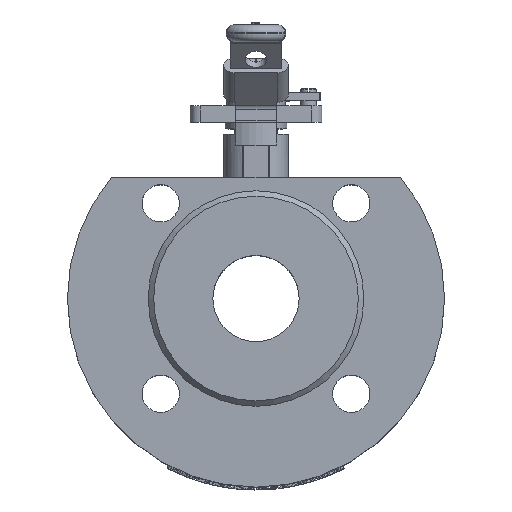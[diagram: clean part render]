
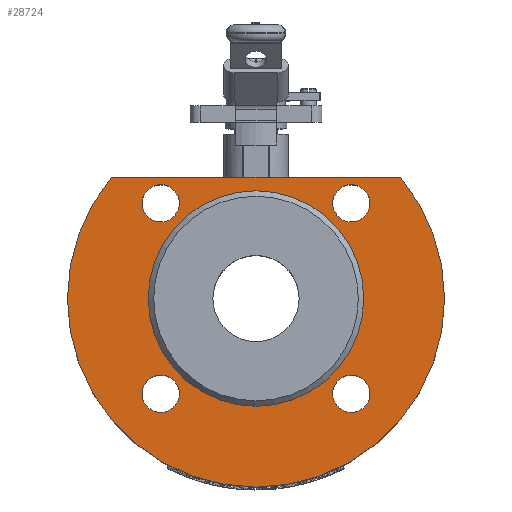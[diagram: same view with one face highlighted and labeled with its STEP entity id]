
A CAD part, top view. The second image highlights one B-rep face of the part: STEP entity #28724.
In plain terms, the highlighted planar face has unit normal (0, 0, 1).
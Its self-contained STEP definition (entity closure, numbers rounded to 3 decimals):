
#1958=FACE_BOUND('',#8993,.T.);
#1959=FACE_BOUND('',#8994,.T.);
#1960=FACE_BOUND('',#8995,.T.);
#1961=FACE_BOUND('',#8996,.T.);
#1962=FACE_BOUND('',#8997,.T.);
#3151=LINE('',#43169,#5420);
#5420=VECTOR('',#33409,10.);
#7403=FACE_OUTER_BOUND('',#8992,.T.);
#8992=EDGE_LOOP('',(#20822,#20823));
#8993=EDGE_LOOP('',(#20824));
#8994=EDGE_LOOP('',(#20825));
#8995=EDGE_LOOP('',(#20826));
#8996=EDGE_LOOP('',(#20827));
#8997=EDGE_LOOP('',(#20828));
#10198=CIRCLE('',#30229,70.);
#10199=CIRCLE('',#30230,6.918);
#10200=CIRCLE('',#30231,6.918);
#10201=CIRCLE('',#30232,6.918);
#10202=CIRCLE('',#30233,6.918);
#10203=CIRCLE('',#30234,40.);
#11749=VERTEX_POINT('',#43167);
#11750=VERTEX_POINT('',#43168);
#11751=VERTEX_POINT('',#43171);
#11752=VERTEX_POINT('',#43173);
#11753=VERTEX_POINT('',#43175);
#11754=VERTEX_POINT('',#43177);
#11755=VERTEX_POINT('',#43179);
#15059=EDGE_CURVE('',#11749,#11750,#3151,.T.);
#15060=EDGE_CURVE('',#11750,#11749,#10198,.T.);
#15061=EDGE_CURVE('',#11751,#11751,#10199,.T.);
#15062=EDGE_CURVE('',#11752,#11752,#10200,.T.);
#15063=EDGE_CURVE('',#11753,#11753,#10201,.T.);
#15064=EDGE_CURVE('',#11754,#11754,#10202,.T.);
#15065=EDGE_CURVE('',#11755,#11755,#10203,.T.);
#20822=ORIENTED_EDGE('',*,*,#15059,.T.);
#20823=ORIENTED_EDGE('',*,*,#15060,.T.);
#20824=ORIENTED_EDGE('',*,*,#15061,.T.);
#20825=ORIENTED_EDGE('',*,*,#15062,.T.);
#20826=ORIENTED_EDGE('',*,*,#15063,.T.);
#20827=ORIENTED_EDGE('',*,*,#15064,.T.);
#20828=ORIENTED_EDGE('',*,*,#15065,.T.);
#26195=PLANE('',#30228);
#28724=ADVANCED_FACE('',(#7403,#1958,#1959,#1960,#1961,#1962),#26195,.T.);
#30228=AXIS2_PLACEMENT_3D('',#43166,#33407,#33408);
#30229=AXIS2_PLACEMENT_3D('',#43170,#33410,#33411);
#30230=AXIS2_PLACEMENT_3D('',#43172,#33412,#33413);
#30231=AXIS2_PLACEMENT_3D('',#43174,#33414,#33415);
#30232=AXIS2_PLACEMENT_3D('',#43176,#33416,#33417);
#30233=AXIS2_PLACEMENT_3D('',#43178,#33418,#33419);
#30234=AXIS2_PLACEMENT_3D('',#43180,#33420,#33421);
#33407=DIRECTION('center_axis',(0.,0.,1.));
#33408=DIRECTION('ref_axis',(1.,0.,0.));
#33409=DIRECTION('',(-1.,0.,0.));
#33410=DIRECTION('center_axis',(0.,0.,1.));
#33411=DIRECTION('ref_axis',(0.766,-0.643,0.));
#33412=DIRECTION('center_axis',(0.,0.,-1.));
#33413=DIRECTION('ref_axis',(-1.,0.,0.));
#33414=DIRECTION('center_axis',(0.,0.,-1.));
#33415=DIRECTION('ref_axis',(-1.,0.,0.));
#33416=DIRECTION('center_axis',(0.,0.,-1.));
#33417=DIRECTION('ref_axis',(-1.,0.,0.));
#33418=DIRECTION('center_axis',(0.,0.,-1.));
#33419=DIRECTION('ref_axis',(-1.,0.,0.));
#33420=DIRECTION('center_axis',(0.,0.,-1.));
#33421=DIRECTION('ref_axis',(-1.,0.,0.));
#43166=CARTESIAN_POINT('Origin',(0.,-2.328,
24.));
#43167=CARTESIAN_POINT('',(53.619,45.,24.));
#43168=CARTESIAN_POINT('',(-53.619,45.,24.));
#43169=CARTESIAN_POINT('',(-53.619,45.,24.));
#43170=CARTESIAN_POINT('Origin',(0.,0.,24.));
#43171=CARTESIAN_POINT('',(42.273,-35.355,24.));
#43172=CARTESIAN_POINT('Origin',(35.355,-35.355,24.));
#43173=CARTESIAN_POINT('',(-28.438,35.355,24.));
#43174=CARTESIAN_POINT('Origin',(-35.355,35.355,24.));
#43175=CARTESIAN_POINT('',(42.273,35.355,24.));
#43176=CARTESIAN_POINT('Origin',(35.355,35.355,24.));
#43177=CARTESIAN_POINT('',(-28.438,-35.355,24.));
#43178=CARTESIAN_POINT('Origin',(-35.355,-35.355,24.));
#43179=CARTESIAN_POINT('',(40.,0.,24.));
#43180=CARTESIAN_POINT('Origin',(0.,0.,24.));
